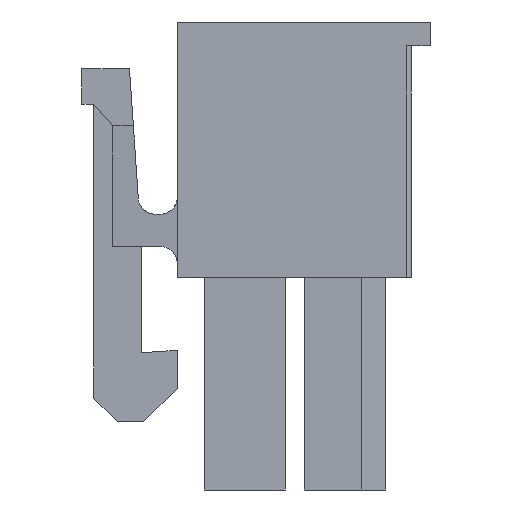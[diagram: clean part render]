
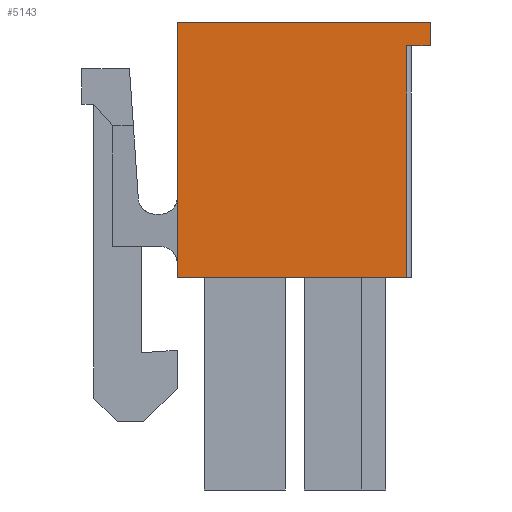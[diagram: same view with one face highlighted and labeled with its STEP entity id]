
A CAD part, left-side view. The second image highlights one B-rep face of the part: STEP entity #5143.
In plain terms, the highlighted planar face has unit normal (-1, 0, 0).
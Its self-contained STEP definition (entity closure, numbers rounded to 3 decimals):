
#516=ORIENTED_EDGE('',*,*,#1549,.T.);
#517=ORIENTED_EDGE('',*,*,#1949,.F.);
#518=ORIENTED_EDGE('',*,*,#1950,.F.);
#519=ORIENTED_EDGE('',*,*,#1627,.T.);
#520=ORIENTED_EDGE('',*,*,#1920,.T.);
#521=ORIENTED_EDGE('',*,*,#1942,.T.);
#1549=EDGE_CURVE('',#2291,#2293,#2761,.T.);
#1627=EDGE_CURVE('',#2363,#2364,#2839,.T.);
#1920=EDGE_CURVE('',#2364,#2610,#3122,.T.);
#1942=EDGE_CURVE('',#2610,#2291,#3144,.T.);
#1949=EDGE_CURVE('',#2632,#2293,#3148,.T.);
#1950=EDGE_CURVE('',#2363,#2632,#3149,.T.);
#2291=VERTEX_POINT('',#7018);
#2293=VERTEX_POINT('',#7022);
#2363=VERTEX_POINT('',#7185);
#2364=VERTEX_POINT('',#7186);
#2610=VERTEX_POINT('',#7780);
#2632=VERTEX_POINT('',#7835);
#2761=LINE('',#7023,#3487);
#2839=LINE('',#7184,#3565);
#3122=LINE('',#7781,#3848);
#3144=LINE('',#7824,#3870);
#3148=LINE('',#7834,#3874);
#3149=LINE('',#7836,#3875);
#3487=VECTOR('',#5685,1000.);
#3565=VECTOR('',#5791,1000.);
#3848=VECTOR('',#6206,1000.);
#3870=VECTOR('',#6230,1000.);
#3874=VECTOR('',#6244,1000.);
#3875=VECTOR('',#6245,1000.);
#4291=EDGE_LOOP('',(#516,#517,#518,#519,#520,#521));
#4587=FACE_BOUND('',#4291,.T.);
#4865=PLANE('',#5453);
#5143=ADVANCED_FACE('',(#4587),#4865,.T.);
#5453=AXIS2_PLACEMENT_3D('',#7833,#6242,#6243);
#5685=DIRECTION('',(0.,0.,1.));
#5791=DIRECTION('',(0.,1.,0.));
#6206=DIRECTION('',(0.,0.,-1.));
#6230=DIRECTION('',(0.,-1.,0.));
#6242=DIRECTION('',(-1.,0.,0.));
#6243=DIRECTION('',(0.,0.,1.));
#6244=DIRECTION('',(0.,1.,0.));
#6245=DIRECTION('',(0.,0.,-1.));
#7018=CARTESIAN_POINT('',(-4.8,-4.8,-5.35));
#7022=CARTESIAN_POINT('',(-4.8,-4.8,4.35));
#7023=CARTESIAN_POINT('',(-4.8,-4.8,-5.35));
#7184=CARTESIAN_POINT('',(-4.8,-4.8,5.35));
#7185=CARTESIAN_POINT('',(-4.8,-5.8,5.35));
#7186=CARTESIAN_POINT('',(-4.8,4.8,5.35));
#7780=CARTESIAN_POINT('',(-4.8,4.8,-5.35));
#7781=CARTESIAN_POINT('',(-4.8,4.8,5.35));
#7824=CARTESIAN_POINT('',(-4.8,4.8,-5.35));
#7833=CARTESIAN_POINT('',(-4.8,0.,0.));
#7834=CARTESIAN_POINT('',(-4.8,-5.8,4.35));
#7835=CARTESIAN_POINT('',(-4.8,-5.8,4.35));
#7836=CARTESIAN_POINT('',(-4.8,-5.8,5.35));
